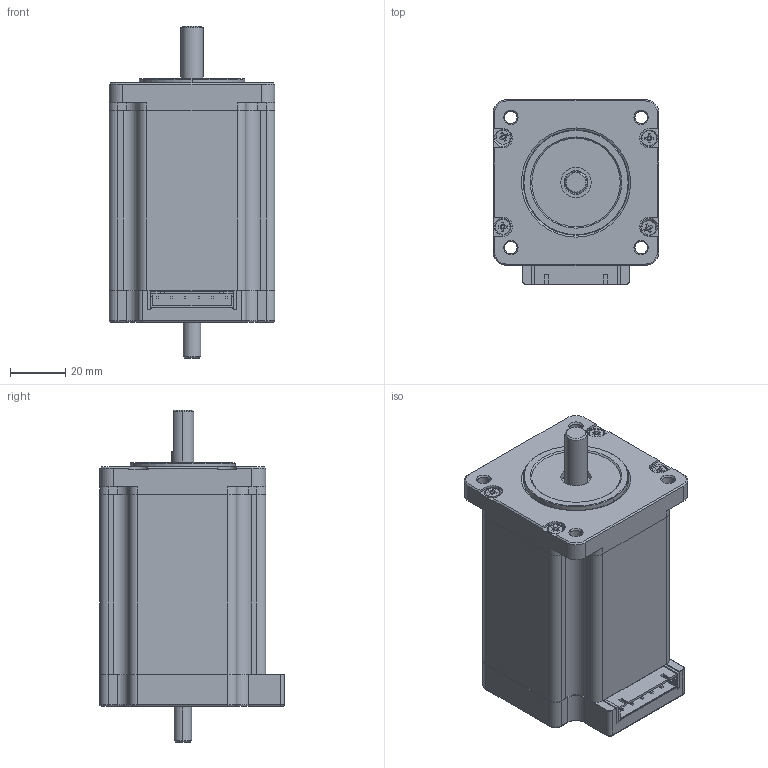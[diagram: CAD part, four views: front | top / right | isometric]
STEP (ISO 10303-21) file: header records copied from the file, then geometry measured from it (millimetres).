
FILE_DESCRIPTION((''),'2;1');
FILE_NAME('4611110026576_ASM','2024-04-17T14:57:29',('ms26442'),(''),'CREO PARAMETRIC BY PTC INC, 2018100','CREO PARAMETRIC BY PTC INC, 2018100','');
FILE_SCHEMA(('CONFIG_CONTROL_DESIGN'));
Products named in the file (25): 4613102100895; 3698153000856; 3698153000627; 4718405003464; 4613104003460_ASM; 4613103006356_ASM; 4219121302126; 4613106100075_AF1; 4693220000044_AF0; 4613106100075_AF0; 4613110000010_AF0; 4332101206132_AF0; 4613106100075_AF2; 4693220000044_AF1; 4613106100075_AF3; 4613107109736_ASM; 3698154000040; 4294440200013_AF0; 4219121302601; 4294404000317; 4331101000003; 4613153001788_ASM; 3219720000388; 3219720005029; 4611110026576_ASM
Assembly tree (28 placements, depth 5):
  4611110026576_ASM
    4613153001788_ASM
      4613103006356_ASM
        4613104003460_ASM
          4613102100895
          3698153000856
          3698153000627
          4718405003464
      4219121302126
      4613107109736_ASM
        4613106100075_AF1
        4693220000044_AF0
        4613106100075_AF0
        4613110000010_AF0
        4332101206132_AF0
        4613106100075_AF2
        4693220000044_AF1
        4613106100075_AF3
      3698154000040
      4294440200013_AF0
      4219121302601
      4294404000317  x4
      4331101000003  x2
    3219720000388
    3219720005029
Bounding box: 60 x 66.75 x 120.1 mm (x, y, z)
Volume: 212275.8 mm3; surface area: 166998.1 mm2
Topology: 27 solids, 41 shells, 4210 faces, 11776 edges, 7758 vertices
Faces by surface type: plane 2006, cylinder 1996, cone 114, torus 52, extrusion 24, bspline 10, sphere 8
Entity records: 134549 total; most frequent: CARTESIAN_POINT 24895, DIRECTION 23622, ORIENTED_EDGE 22904, EDGE_CURVE 11466, AXIS2_PLACEMENT_3D 8270, VERTEX_POINT 7560, VECTOR 7082, LINE 7058
